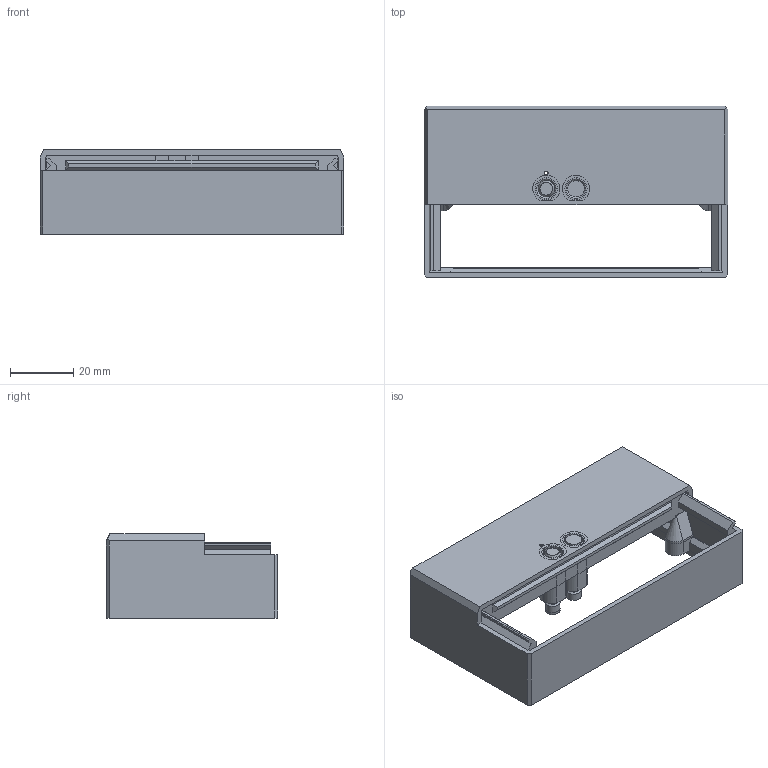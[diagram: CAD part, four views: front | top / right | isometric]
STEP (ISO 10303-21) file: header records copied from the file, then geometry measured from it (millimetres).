
FILE_DESCRIPTION(('FreeCAD Model'),'2;1');
FILE_NAME('Open CASCADE Shape Model','2024-11-05T21:09:22',('Author'),( ''),'Open CASCADE STEP processor 7.6','FreeCAD','Unknown');
FILE_SCHEMA(('AP242_MANAGED_MODEL_BASED_3D_ENGINEERING_MIM_LF. {1 0 10303 442 1 1 4 }'));
Length unit declared in the file: millimetre
Products named in the file (1): Верх
Bounding box: 96.2 x 54.2 x 26.6 mm (x, y, z)
Volume: 20494.3 mm3; surface area: 25459.7 mm2
Topology: 1 solids, 1 shells, 259 faces, 639 edges, 403 vertices
Faces by surface type: plane 175, cylinder 65, cone 10, bspline 9
Full cylindrical faces by diameter (mm): 1.2 x1, 2 x2, 3.6 x5, 4.6 x5, 4.8 x2, 5.2 x5, 6.2 x6, 7 x1
Entity records: 7650 total; most frequent: CARTESIAN_POINT 1412, DIRECTION 1284, ORIENTED_EDGE 1278, EDGE_CURVE 639, LINE 466, VECTOR 466, AXIS2_PLACEMENT_3D 409, VERTEX_POINT 403
